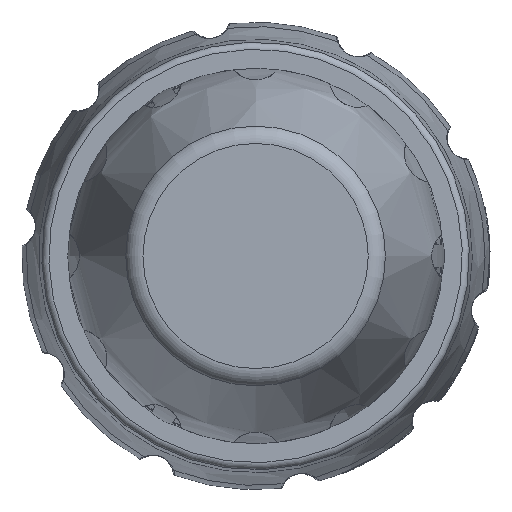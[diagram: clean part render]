
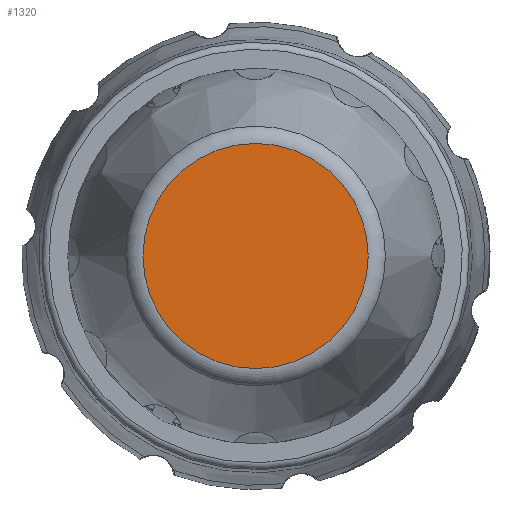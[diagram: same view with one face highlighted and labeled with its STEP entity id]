
A CAD part, left-side view. The second image highlights one B-rep face of the part: STEP entity #1320.
In plain terms, the highlighted planar face has unit normal (-1, 0, 0).
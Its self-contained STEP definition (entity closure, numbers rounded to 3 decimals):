
#890=CIRCLE('',#7931,4.793);
#1320=ADVANCED_FACE('',(#1815),#1423,.T.);
#1423=PLANE('',#7932);
#1815=FACE_OUTER_BOUND('',#2309,.T.);
#2309=EDGE_LOOP('',(#5101));
#5101=ORIENTED_EDGE('',*,*,#6880,.T.);
#5806=VERTEX_POINT('',#18541);
#6880=EDGE_CURVE('',#5806,#5806,#890,.T.);
#7931=AXIS2_PLACEMENT_3D('',#18540,#9551,#9552);
#7932=AXIS2_PLACEMENT_3D('',#18542,#9553,#9554);
#9551=DIRECTION('',(-1.,0.,0.));
#9552=DIRECTION('',(0.,0.,1.));
#9553=DIRECTION('',(-1.,0.,0.));
#9554=DIRECTION('',(0.,0.,1.));
#18540=CARTESIAN_POINT('',(-34.7,0.,0.));
#18541=CARTESIAN_POINT('',(-34.7,0.,4.793));
#18542=CARTESIAN_POINT('',(-34.7,0.,0.));
